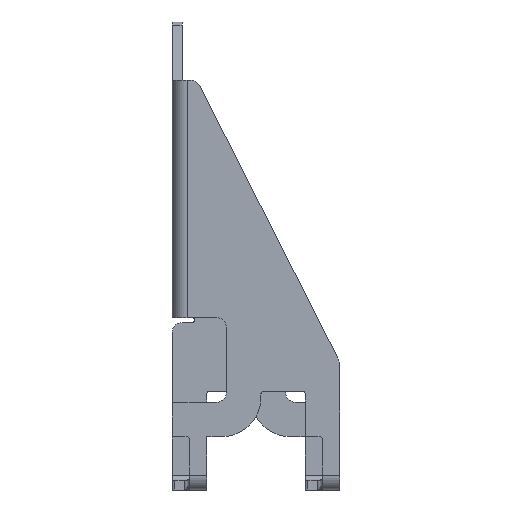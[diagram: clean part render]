
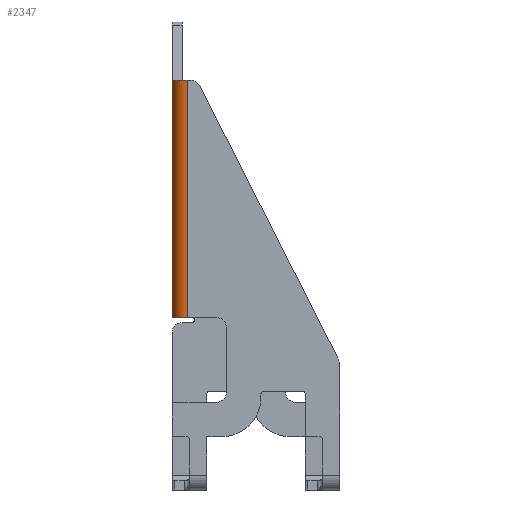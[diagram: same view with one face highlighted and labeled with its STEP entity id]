
A CAD part, front view. The second image highlights one B-rep face of the part: STEP entity #2347.
In plain terms, the highlighted cylindrical face has radius 3 mm (diameter 6 mm), a partial arc.
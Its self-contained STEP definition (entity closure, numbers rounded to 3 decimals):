
#2162=AXIS2_PLACEMENT_3D('Circle Axis2P3D',#2160,#2161,$) ;
#2191=AXIS2_PLACEMENT_3D('Circle Axis2P3D',#2189,#2190,$) ;
#2334=AXIS2_PLACEMENT_3D('Cylinder Axis2P3D',#2331,#2332,#2333) ;
#1916=CARTESIAN_POINT('Vertex',(3.,0.,35.)) ;
#2020=CARTESIAN_POINT('Vertex',(3.,0.,83.164)) ;
#2157=CARTESIAN_POINT('Vertex',(0.,3.,83.164)) ;
#2160=CARTESIAN_POINT('Axis2P3D Location',(3.,3.,83.164)) ;
#2189=CARTESIAN_POINT('Axis2P3D Location',(3.,3.,35.)) ;
#2193=CARTESIAN_POINT('Vertex',(0.,3.,35.)) ;
#2213=CARTESIAN_POINT('Line Origine',(3.,0.,59.082)) ;
#2331=CARTESIAN_POINT('Axis2P3D Location',(3.,3.,41.582)) ;
#2336=CARTESIAN_POINT('Line Origine',(0.,3.,41.582)) ;
#2161=DIRECTION('Axis2P3D Direction',(-0.,0.,1.)) ;
#2190=DIRECTION('Axis2P3D Direction',(-0.,0.,1.)) ;
#2214=DIRECTION('Vector Direction',(0.,0.,1.)) ;
#2332=DIRECTION('Axis2P3D Direction',(0.,0.,1.)) ;
#2333=DIRECTION('Axis2P3D XDirection',(-1.,0.,0.)) ;
#2337=DIRECTION('Vector Direction',(0.,0.,1.)) ;
#2215=VECTOR('Line Direction',#2214,1.) ;
#2338=VECTOR('Line Direction',#2337,1.) ;
#2342=ORIENTED_EDGE('',*,*,#2340,.T.) ;
#2343=ORIENTED_EDGE('',*,*,#2195,.T.) ;
#2344=ORIENTED_EDGE('',*,*,#2217,.F.) ;
#2345=ORIENTED_EDGE('',*,*,#2164,.F.) ;
#2347=ADVANCED_FACE('Hauptk\X2\00F6\X0\rper',(#2346),#2335,.T.) ;
#2163=CIRCLE('generated circle',#2162,3.) ;
#2192=CIRCLE('generated circle',#2191,3.) ;
#2335=CYLINDRICAL_SURFACE('generated cylinder',#2334,3.) ;
#2164=EDGE_CURVE('',#2158,#2021,#2163,.T.) ;
#2195=EDGE_CURVE('',#2194,#1917,#2192,.T.) ;
#2217=EDGE_CURVE('',#2021,#1917,#2216,.F.) ;
#2340=EDGE_CURVE('',#2158,#2194,#2339,.F.) ;
#2341=EDGE_LOOP('',(#2342,#2343,#2344,#2345)) ;
#2346=FACE_OUTER_BOUND('',#2341,.T.) ;
#2216=LINE('Line',#2213,#2215) ;
#2339=LINE('Line',#2336,#2338) ;
#1917=VERTEX_POINT('',#1916) ;
#2021=VERTEX_POINT('',#2020) ;
#2158=VERTEX_POINT('',#2157) ;
#2194=VERTEX_POINT('',#2193) ;
